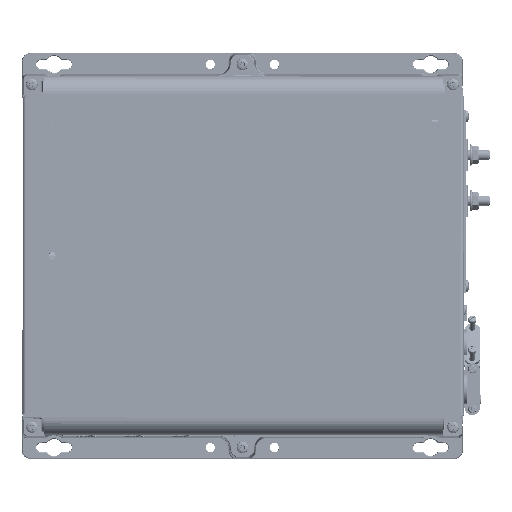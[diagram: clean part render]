
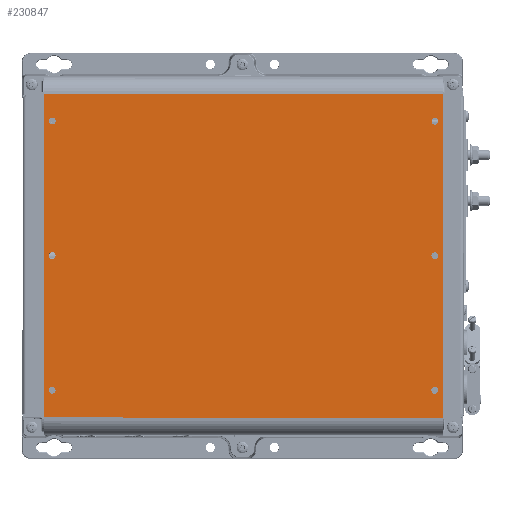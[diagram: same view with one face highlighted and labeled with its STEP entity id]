
A CAD part, top view. The second image highlights one B-rep face of the part: STEP entity #230847.
In plain terms, the highlighted planar face has unit normal (0, 0, 1).
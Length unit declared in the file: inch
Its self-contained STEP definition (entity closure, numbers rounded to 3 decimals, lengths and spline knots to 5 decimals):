
#222356=CARTESIAN_POINT('',(9.8565,-12.1875,0.05));
#222357=VERTEX_POINT('',#222356);
#222358=CARTESIAN_POINT('',(9.75,-12.1875,0.05));
#222359=DIRECTION('',(0.0,0.0,-1.0));
#222360=DIRECTION('',(-1.0,0.0,0.0));
#222361=AXIS2_PLACEMENT_3D('',#222358,#222359,#222360);
#222362=CIRCLE('',#222361,0.1065);
#222363=EDGE_CURVE('',#222357,#222357,#222362,.T.);
#222384=CARTESIAN_POINT('',(5.6565,-12.1875,0.05));
#222385=VERTEX_POINT('',#222384);
#222386=CARTESIAN_POINT('',(5.55,-12.1875,0.05));
#222387=DIRECTION('',(0.0,0.0,-1.0));
#222388=DIRECTION('',(-1.0,0.0,0.0));
#222389=AXIS2_PLACEMENT_3D('',#222386,#222387,#222388);
#222390=CIRCLE('',#222389,0.1065);
#222391=EDGE_CURVE('',#222385,#222385,#222390,.T.);
#222412=CARTESIAN_POINT('',(1.4565,-12.1875,0.05));
#222413=VERTEX_POINT('',#222412);
#222414=CARTESIAN_POINT('',(1.35,-12.1875,0.05));
#222415=DIRECTION('',(0.0,0.0,-1.0));
#222416=DIRECTION('',(-1.0,0.0,0.0));
#222417=AXIS2_PLACEMENT_3D('',#222414,#222415,#222416);
#222418=CIRCLE('',#222417,0.1065);
#222419=EDGE_CURVE('',#222413,#222413,#222418,.T.);
#222440=CARTESIAN_POINT('',(9.8565,-0.25,0.05));
#222441=VERTEX_POINT('',#222440);
#222442=CARTESIAN_POINT('',(9.75,-0.25,0.05));
#222443=DIRECTION('',(0.0,0.0,-1.0));
#222444=DIRECTION('',(-1.0,0.0,0.0));
#222445=AXIS2_PLACEMENT_3D('',#222442,#222443,#222444);
#222446=CIRCLE('',#222445,0.1065);
#222447=EDGE_CURVE('',#222441,#222441,#222446,.T.);
#222468=CARTESIAN_POINT('',(5.6565,-0.25,0.05));
#222469=VERTEX_POINT('',#222468);
#222470=CARTESIAN_POINT('',(5.55,-0.25,0.05));
#222471=DIRECTION('',(0.0,0.0,-1.0));
#222472=DIRECTION('',(-1.0,0.0,0.0));
#222473=AXIS2_PLACEMENT_3D('',#222470,#222471,#222472);
#222474=CIRCLE('',#222473,0.1065);
#222475=EDGE_CURVE('',#222469,#222469,#222474,.T.);
#222496=CARTESIAN_POINT('',(1.4565,-0.25,0.05));
#222497=VERTEX_POINT('',#222496);
#222498=CARTESIAN_POINT('',(1.35,-0.25,0.05));
#222499=DIRECTION('',(0.0,0.0,-1.0));
#222500=DIRECTION('',(-1.0,0.0,0.0));
#222501=AXIS2_PLACEMENT_3D('',#222498,#222499,#222500);
#222502=CIRCLE('',#222501,0.1065);
#222503=EDGE_CURVE('',#222497,#222497,#222502,.T.);
#230402=CARTESIAN_POINT('',(10.6,-12.4375,0.05));
#230403=VERTEX_POINT('',#230402);
#230484=CARTESIAN_POINT('',(10.6,0.0,0.05));
#230485=VERTEX_POINT('',#230484);
#230514=CARTESIAN_POINT('',(10.6,0.0,0.05));
#230515=DIRECTION('',(0.0,-1.0,0.0));
#230516=VECTOR('',#230515,12.4375);
#230517=LINE('',#230514,#230516);
#230518=EDGE_CURVE('',#230485,#230403,#230517,.T.);
#230578=CARTESIAN_POINT('',(0.5,0.0,0.05));
#230579=VERTEX_POINT('',#230578);
#230648=CARTESIAN_POINT('',(0.5,-12.4375,0.05));
#230649=VERTEX_POINT('',#230648);
#230678=CARTESIAN_POINT('',(0.5,-12.4375,0.05));
#230679=DIRECTION('',(0.0,1.0,0.0));
#230680=VECTOR('',#230679,12.4375);
#230681=LINE('',#230678,#230680);
#230682=EDGE_CURVE('',#230649,#230579,#230681,.T.);
#230779=CARTESIAN_POINT('',(10.6,-12.4375,0.05));
#230780=DIRECTION('',(-1.0,0.0,0.0));
#230781=VECTOR('',#230780,10.1);
#230782=LINE('',#230779,#230781);
#230783=EDGE_CURVE('',#230403,#230649,#230782,.T.);
#230801=CARTESIAN_POINT('',(0.5,0.0,0.05));
#230802=DIRECTION('',(1.0,0.0,0.0));
#230803=VECTOR('',#230802,10.1);
#230804=LINE('',#230801,#230803);
#230805=EDGE_CURVE('',#230579,#230485,#230804,.T.);
#230818=CARTESIAN_POINT('',(5.55,-6.21875,0.05));
#230819=DIRECTION('',(0.0,0.0,1.0));
#230820=DIRECTION('',(1.0,0.0,0.0));
#230821=AXIS2_PLACEMENT_3D('',#230818,#230819,#230820);
#230822=PLANE('',#230821);
#230823=ORIENTED_EDGE('',*,*,#230518,.F.);
#230824=ORIENTED_EDGE('',*,*,#230805,.F.);
#230825=ORIENTED_EDGE('',*,*,#230682,.F.);
#230826=ORIENTED_EDGE('',*,*,#230783,.F.);
#230827=EDGE_LOOP('',(#230823,#230824,#230825,#230826));
#230828=FACE_OUTER_BOUND('',#230827,.T.);
#230829=ORIENTED_EDGE('',*,*,#222363,.T.);
#230830=EDGE_LOOP('',(#230829));
#230831=FACE_BOUND('',#230830,.T.);
#230832=ORIENTED_EDGE('',*,*,#222391,.T.);
#230833=EDGE_LOOP('',(#230832));
#230834=FACE_BOUND('',#230833,.T.);
#230835=ORIENTED_EDGE('',*,*,#222419,.T.);
#230836=EDGE_LOOP('',(#230835));
#230837=FACE_BOUND('',#230836,.T.);
#230838=ORIENTED_EDGE('',*,*,#222447,.T.);
#230839=EDGE_LOOP('',(#230838));
#230840=FACE_BOUND('',#230839,.T.);
#230841=ORIENTED_EDGE('',*,*,#222475,.T.);
#230842=EDGE_LOOP('',(#230841));
#230843=FACE_BOUND('',#230842,.T.);
#230844=ORIENTED_EDGE('',*,*,#222503,.T.);
#230845=EDGE_LOOP('',(#230844));
#230846=FACE_BOUND('',#230845,.T.);
#230847=ADVANCED_FACE('',(#230828,#230831,#230834,#230837,#230840,#230843,#230846),#230822,.T.);
